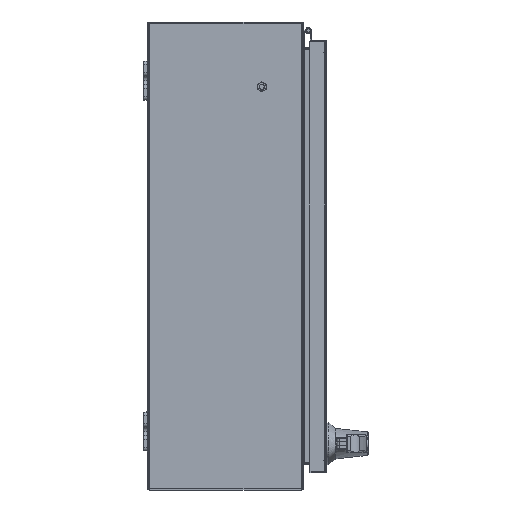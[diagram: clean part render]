
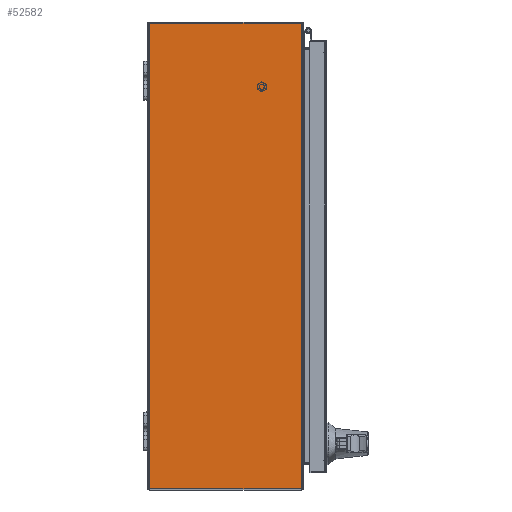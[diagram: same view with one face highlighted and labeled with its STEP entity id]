
A CAD part, front view. The second image highlights one B-rep face of the part: STEP entity #52582.
In plain terms, the highlighted face is planar.
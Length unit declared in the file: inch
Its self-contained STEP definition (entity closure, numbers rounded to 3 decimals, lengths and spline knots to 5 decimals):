
#2717 = CARTESIAN_POINT ( 'NONE',  ( -11.892, -7.892, -18. ) ) ;
#15286 = VERTEX_POINT ( 'NONE', #103524 ) ;
#15687 = EDGE_CURVE ( 'NONE', #54201, #17646, #66315, .T. ) ;
#17126 = LINE ( 'NONE', #40622, #57842 ) ;
#17646 = VERTEX_POINT ( 'NONE', #81909 ) ;
#19537 = VERTEX_POINT ( 'NONE', #81243 ) ;
#23944 = LINE ( 'NONE', #2717, #104163 ) ;
#24333 = ORIENTED_EDGE ( 'NONE', *, *, #48607, .F. ) ;
#27293 = LINE ( 'NONE', #75329, #57088 ) ;
#30441 = CARTESIAN_POINT ( 'NONE',  ( 11.92792, 39.37008, -18. ) ) ;
#30897 = AXIS2_PLACEMENT_3D ( 'NONE', #60034, #33916, #43042 ) ;
#33916 = DIRECTION ( 'NONE',  ( 0., 0., -1. ) ) ;
#40622 = CARTESIAN_POINT ( 'NONE',  ( -11.92792, 39.37008, -18. ) ) ;
#42516 = EDGE_CURVE ( 'NONE', #17646, #15286, #23944, .T. ) ;
#43042 = DIRECTION ( 'NONE',  ( 0., 1., 0. ) ) ;
#44250 = EDGE_CURVE ( 'NONE', #19537, #54201, #27293, .T. ) ;
#45724 = ORIENTED_EDGE ( 'NONE', *, *, #44250, .T. ) ;
#48607 = EDGE_CURVE ( 'NONE', #19537, #15286, #17126, .T. ) ;
#52582 = ADVANCED_FACE ( 'NONE', ( #107535 ), #78022, .T. ) ;
#54201 = VERTEX_POINT ( 'NONE', #97804 ) ;
#57088 = VECTOR ( 'NONE', #110603, 39.37008 ) ;
#57842 = VECTOR ( 'NONE', #67549, 39.37008 ) ;
#57985 = ORIENTED_EDGE ( 'NONE', *, *, #42516, .T. ) ;
#60034 = CARTESIAN_POINT ( 'NONE',  ( -11.892, -0.06248, -18. ) ) ;
#64756 = ORIENTED_EDGE ( 'NONE', *, *, #15687, .T. ) ;
#66315 = LINE ( 'NONE', #30441, #81252 ) ;
#67549 = DIRECTION ( 'NONE',  ( 0., -1., 0. ) ) ;
#72627 = DIRECTION ( 'NONE',  ( 0., -1., 0. ) ) ;
#75329 = CARTESIAN_POINT ( 'NONE',  ( -11.892, -0.108, -18. ) ) ;
#78022 = PLANE ( 'NONE',  #30897 ) ;
#81243 = CARTESIAN_POINT ( 'NONE',  ( -11.92792, -0.108, -18. ) ) ;
#81252 = VECTOR ( 'NONE', #72627, 39.37008 ) ;
#81909 = CARTESIAN_POINT ( 'NONE',  ( 11.92792, -7.892, -18. ) ) ;
#88994 = DIRECTION ( 'NONE',  ( -1., 0., 0. ) ) ;
#97804 = CARTESIAN_POINT ( 'NONE',  ( 11.92792, -0.108, -18. ) ) ;
#103524 = CARTESIAN_POINT ( 'NONE',  ( -11.92792, -7.892, -18. ) ) ;
#104163 = VECTOR ( 'NONE', #88994, 39.37008 ) ;
#107535 = FACE_OUTER_BOUND ( 'NONE', #110809, .T. ) ;
#110603 = DIRECTION ( 'NONE',  ( 1., 0., 0. ) ) ;
#110809 = EDGE_LOOP ( 'NONE', ( #45724, #64756, #57985, #24333 ) ) ;
